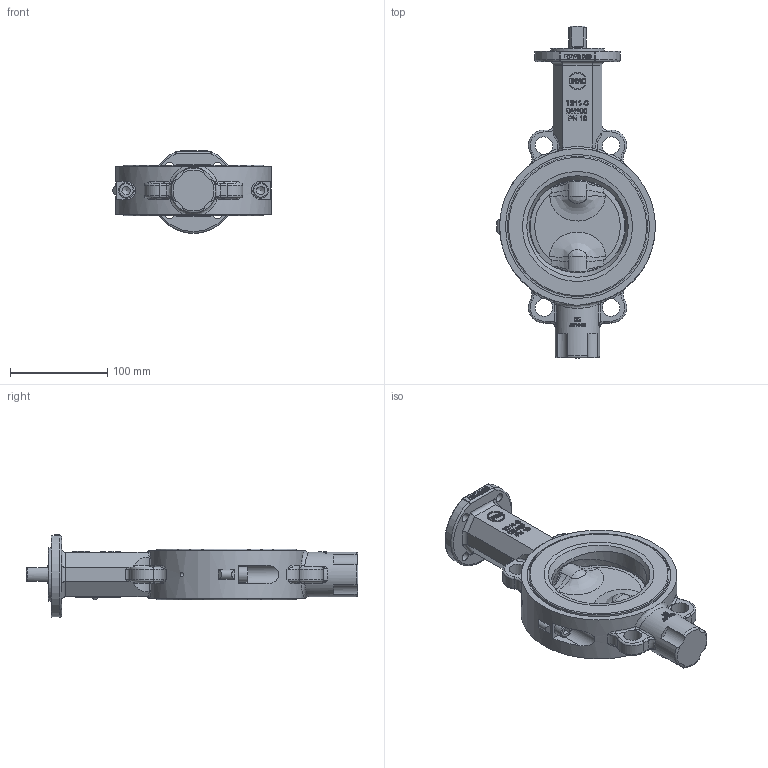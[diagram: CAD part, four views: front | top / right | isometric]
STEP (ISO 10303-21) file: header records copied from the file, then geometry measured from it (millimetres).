
FILE_DESCRIPTION((''),'2;1');
FILE_NAME('T211-C DN100.stp','2014-11-11T09:37:44',('hellwig'),(''),'Autodesk Inventor 2013','Autodesk Inventor 2013','');
FILE_SCHEMA(('AUTOMOTIVE_DESIGN { 1 0 10303 214 1 1 1 1 }'));
Length unit declared in the file: millimetre
Products named in the file (1): M21401_Shrinkwrap_1
Bounding box: 162.9 x 341 x 84.63 mm (x, y, z)
Volume: 943430.2 mm3; surface area: 191402.3 mm2
Topology: 1 solids, 9 shells, 856 faces, 2216 edges, 1419 vertices
Faces by surface type: plane 341, bspline 266, cylinder 133, torus 62, cone 42, sphere 12
Full cylindrical faces by diameter (mm): 3 x4, 3.2 x2, 4.134 x1, 8.376 x2, 9 x4, 10 x3, 10.5 x2, 16 x2, 18 x7, 19 x1, 20 x3, 23 x2, 23.2 x1, 25 x1, 33 x2, 46 x1, 54.9 x1, 105.5 x1, 108.4 x2, 144 x2, 148 x2
Entity records: 45383 total; most frequent: CARTESIAN_POINT 26517, ORIENTED_EDGE 4136, DIRECTION 2993, EDGE_CURVE 2068, VERTEX_POINT 1381, EDGE_LOOP 1045, AXIS2_PLACEMENT_3D 1042, VECTOR 909
